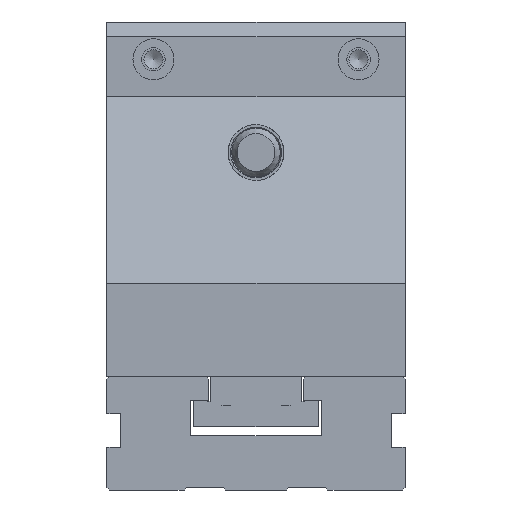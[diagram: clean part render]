
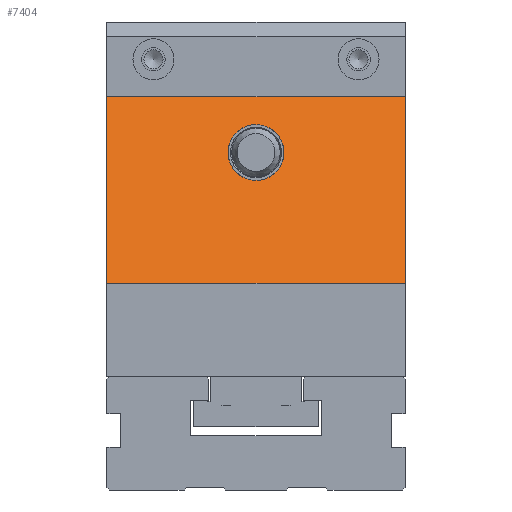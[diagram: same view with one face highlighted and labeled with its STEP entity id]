
A CAD part, left-side view. The second image highlights one B-rep face of the part: STEP entity #7404.
In plain terms, the highlighted planar face has unit normal (-0.894, 0, 0.447).
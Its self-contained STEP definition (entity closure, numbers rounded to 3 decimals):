
#30=ELLIPSE('',#9037,16.771,15.);
#344=LINE('',#11769,#781);
#353=LINE('',#11785,#790);
#360=LINE('',#11798,#797);
#380=LINE('',#11854,#817);
#781=VECTOR('',#10063,1.);
#790=VECTOR('',#10074,1.);
#797=VECTOR('',#10083,1.);
#817=VECTOR('',#10133,1.);
#1304=PLANE('',#9038);
#1684=EDGE_LOOP('',(#2624));
#1685=EDGE_LOOP('',(#2625,#2626,#2627,#2628));
#2624=ORIENTED_EDGE('',*,*,#3764,.F.);
#2625=ORIENTED_EDGE('',*,*,#3717,.F.);
#2626=ORIENTED_EDGE('',*,*,#3763,.T.);
#2627=ORIENTED_EDGE('',*,*,#3733,.F.);
#2628=ORIENTED_EDGE('',*,*,#3726,.F.);
#3717=EDGE_CURVE('',#8431,#8432,#344,.T.);
#3726=EDGE_CURVE('',#8432,#8438,#353,.T.);
#3733=EDGE_CURVE('',#8438,#8443,#360,.T.);
#3763=EDGE_CURVE('',#8431,#8443,#380,.T.);
#3764=EDGE_CURVE('',#8464,#8464,#30,.T.);
#7404=ADVANCED_FACE('',(#7862,#7863),#1304,.T.);
#7862=FACE_BOUND('',#1684,.T.);
#7863=FACE_BOUND('',#1685,.T.);
#8431=VERTEX_POINT('',#11768);
#8432=VERTEX_POINT('',#11770);
#8438=VERTEX_POINT('',#11786);
#8443=VERTEX_POINT('',#11799);
#8464=VERTEX_POINT('',#11857);
#9037=AXIS2_PLACEMENT_3D('',#11856,#10136,#10137);
#9038=AXIS2_PLACEMENT_3D('',#11858,#10138,#10139);
#10063=DIRECTION('',(-0.447,0.,-0.894));
#10074=DIRECTION('',(0.,1.,0.));
#10083=DIRECTION('',(0.447,0.,0.894));
#10133=DIRECTION('',(0.,1.,0.));
#10136=DIRECTION('',(-0.894,0.,0.447));
#10137=DIRECTION('',(-0.447,0.,-0.894));
#10138=DIRECTION('',(-0.894,0.,0.447));
#10139=DIRECTION('',(0.447,0.,0.894));
#11768=CARTESIAN_POINT('',(50.,0.,211.8));
#11769=CARTESIAN_POINT('',(-7.,0.,97.8));
#11770=CARTESIAN_POINT('',(0.,0.,111.8));
#11785=CARTESIAN_POINT('',(0.,160.,111.8));
#11786=CARTESIAN_POINT('',(0.,160.,111.8));
#11798=CARTESIAN_POINT('',(-7.,160.,97.8));
#11799=CARTESIAN_POINT('',(50.,160.,211.8));
#11854=CARTESIAN_POINT('',(50.,-494999.963,211.8));
#11856=CARTESIAN_POINT('',(35.,80.,181.8));
#11857=CARTESIAN_POINT('',(27.5,80.,166.8));
#11858=CARTESIAN_POINT('',(0.,80.,111.8));
